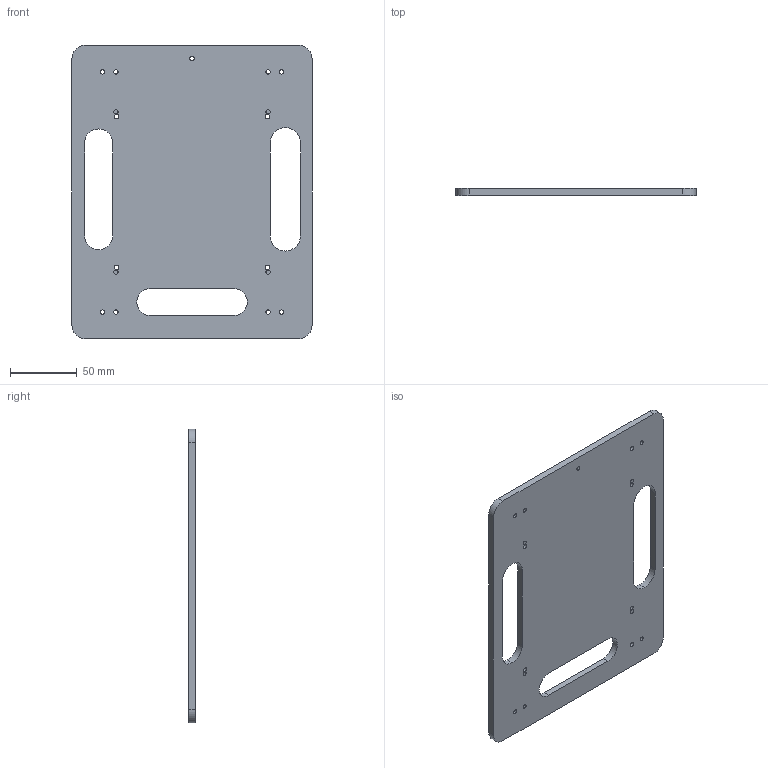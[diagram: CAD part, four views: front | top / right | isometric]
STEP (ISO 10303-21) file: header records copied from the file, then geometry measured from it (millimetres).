
FILE_DESCRIPTION (( 'STEP AP214' ), '1' );
FILE_NAME ('笢潔脯唳掛3.STEP', '2024-07-09T06:14:02', ( '' ), ( '' ), 'SwSTEP 2.0', 'SolidWorks 2021', '' );
FILE_SCHEMA (( 'AUTOMOTIVE_DESIGN' ));
Length unit declared in the file: millimetre
Products named in the file (1): 笢潔脯唳掛3
Bounding box: 180 x 5 x 220 mm (x, y, z)
Volume: 170121.6 mm3; surface area: 76042 mm2
Topology: 5 solids, 5 shells, 74 faces, 192 edges, 128 vertices
Faces by surface type: cylinder 54, plane 20
Entity records: 2474 total; most frequent: DIRECTION 450, CARTESIAN_POINT 395, ORIENTED_EDGE 384, EDGE_CURVE 192, AXIS2_PLACEMENT_3D 183, VERTEX_POINT 128, EDGE_LOOP 114, CIRCLE 108
